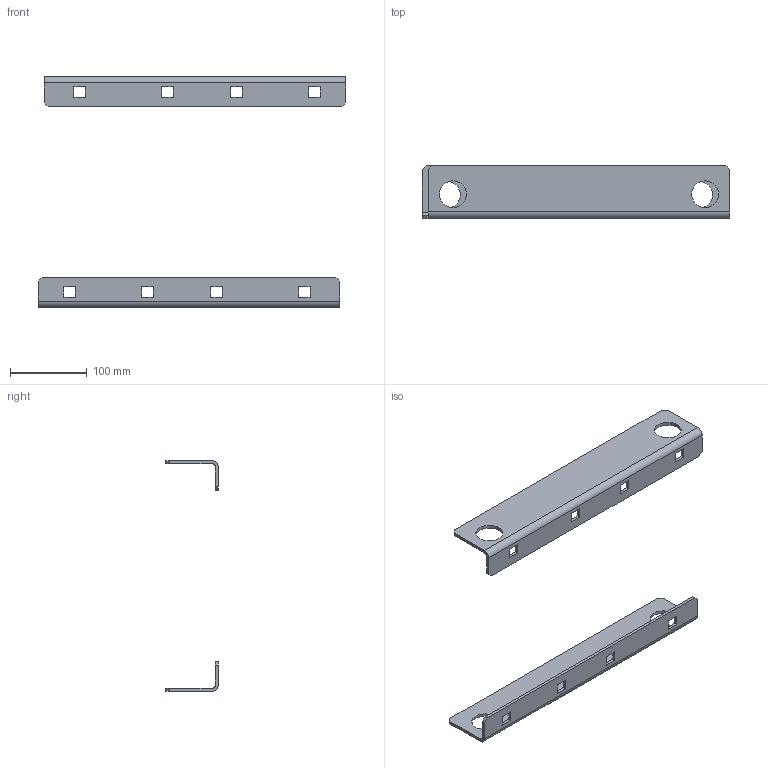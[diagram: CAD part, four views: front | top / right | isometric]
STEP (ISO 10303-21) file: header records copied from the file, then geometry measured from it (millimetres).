
FILE_DESCRIPTION(('STEP AP214'),'1');
FILE_NAME('cctmp_2F86CC77-0AE5-455C-8CFF-605BF4092B37_2024_11_20_13_33_14_0445..stp','2024-11-20T12:33:14',('SIEMENS A&D'),('CADClick - www.CADClick.com'),'Spatial InterOp 3D',' ','unknown authorization');
FILE_SCHEMA(('AUTOMOTIVE_DESIGN'));
Length unit declared in the file: millimetre
Products named in the file (3): cc_unnamed; 2024_11_20_13_33_14_0425; 2024_11_20_13_33_14_0384
Assembly tree (2 placements, depth 2):
  cc_unnamed
    2024_11_20_13_33_14_0425
    2024_11_20_13_33_14_0384
Bounding box: 400 x 68.5 x 300 mm (x, y, z)
Volume: 294226.3 mm3; surface area: 158489.5 mm2
Topology: 2 solids, 2 shells, 68 faces, 192 edges, 128 vertices
Faces by surface type: plane 56, cylinder 12
Entity records: 2852 total; most frequent: CARTESIAN_POINT 391, ORIENTED_EDGE 384, DIRECTION 358, EDGE_CURVE 192, LINE 168, VECTOR 168, VERTEX_POINT 128, AXIS2_PLACEMENT_3D 95
